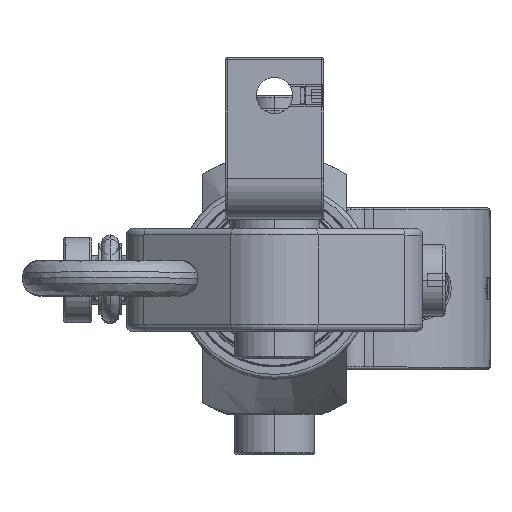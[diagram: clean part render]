
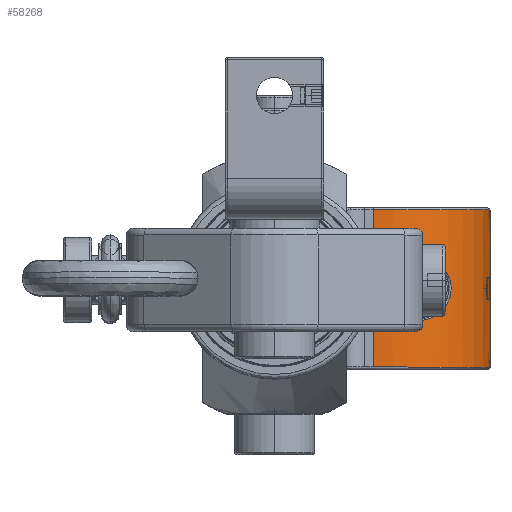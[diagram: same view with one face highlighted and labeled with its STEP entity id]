
A CAD part, top view. The second image highlights one B-rep face of the part: STEP entity #58268.
In plain terms, the highlighted cylindrical face has radius 26 mm (diameter 52 mm), a partial arc.
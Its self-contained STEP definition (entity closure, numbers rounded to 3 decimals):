
#56193=CARTESIAN_POINT('',(2.577,-64.,36.));
#56194=CARTESIAN_POINT('',(2.551,-64.,35.864));
#56195=CARTESIAN_POINT('',(2.476,-63.998,
35.604));
#56196=CARTESIAN_POINT('',(2.304,-63.99,
35.242));
#56197=CARTESIAN_POINT('',(2.073,-63.978,
34.909));
#56198=CARTESIAN_POINT('',(1.783,-63.963,
34.607));
#56199=CARTESIAN_POINT('',(1.421,-63.947,
34.339));
#56200=CARTESIAN_POINT('',(0.998,-63.933,
34.129));
#56201=CARTESIAN_POINT('',(0.534,-63.923,
33.993));
#56202=CARTESIAN_POINT('',(0.057,-63.918,
33.942));
#56203=CARTESIAN_POINT('',(-0.422,-63.921,
33.974));
#56204=CARTESIAN_POINT('',(-0.902,-63.93,
34.093));
#56205=CARTESIAN_POINT('',(-1.346,-63.944,
34.294));
#56206=CARTESIAN_POINT('',(-1.73,-63.961,
34.561));
#56207=CARTESIAN_POINT('',(-2.04,-63.976,
34.868));
#56208=CARTESIAN_POINT('',(-2.287,-63.989,
35.211));
#56209=CARTESIAN_POINT('',(-2.47,-63.998,
35.587));
#56210=CARTESIAN_POINT('',(-2.549,-64.,35.859));
#56211=CARTESIAN_POINT('',(-2.577,-64.,36.));
#56216=DIRECTION('',(1.,0.,0.));
#56217=VECTOR('',#56216,14.923);
#56218=CARTESIAN_POINT('',(2.577,-64.,36.));
#56219=LINE('',#56218,#56217);
#56223=CARTESIAN_POINT('',(17.5,-38.,36.));
#56224=DIRECTION('',(1.,0.,0.));
#56225=DIRECTION('',(0.,-1.,0.));
#56226=AXIS2_PLACEMENT_3D('',#56223,#56224,#56225);
#56231=CARTESIAN_POINT('',(-17.5,-38.,36.));
#56232=DIRECTION('',(-1.,0.,0.));
#56233=DIRECTION('',(0.,0.,-1.));
#56234=AXIS2_PLACEMENT_3D('',#56231,#56232,#56233);
#56239=DIRECTION('',(1.,0.,0.));
#56240=VECTOR('',#56239,14.923);
#56241=CARTESIAN_POINT('',(-17.5,-64.,36.));
#56242=LINE('',#56241,#56240);
#56246=CARTESIAN_POINT('',(7.15,-48.117,
12.049));
#56247=CARTESIAN_POINT('',(7.15,-47.657,
11.855));
#56248=CARTESIAN_POINT('',(7.065,-46.759,
11.506));
#56249=CARTESIAN_POINT('',(6.696,-45.465,
11.083));
#56250=CARTESIAN_POINT('',(6.108,-44.28,
10.761));
#56251=CARTESIAN_POINT('',(5.318,-43.221,
10.523));
#56252=CARTESIAN_POINT('',(4.347,-42.322,
10.357));
#56253=CARTESIAN_POINT('',(3.22,-41.612,
10.25));
#56254=CARTESIAN_POINT('',(1.978,-41.122,
10.187));
#56255=CARTESIAN_POINT('',(0.668,-40.873,
10.159));
#56256=CARTESIAN_POINT('',(-0.668,-40.873,
10.159));
#56257=CARTESIAN_POINT('',(-1.979,-41.123,
10.187));
#56258=CARTESIAN_POINT('',(-3.221,-41.612,
10.25));
#56259=CARTESIAN_POINT('',(-4.348,-42.323,
10.358));
#56260=CARTESIAN_POINT('',(-5.318,-43.222,
10.523));
#56261=CARTESIAN_POINT('',(-6.108,-44.28,
10.761));
#56262=CARTESIAN_POINT('',(-6.696,-45.465,
11.083));
#56263=CARTESIAN_POINT('',(-7.065,-46.758,
11.506));
#56264=CARTESIAN_POINT('',(-7.15,-47.657,
11.855));
#56265=CARTESIAN_POINT('',(-7.15,-48.117,
12.049));
#56270=CARTESIAN_POINT('',(-7.15,-48.117,
12.049));
#56271=CARTESIAN_POINT('',(-7.15,-48.305,
12.129));
#56272=CARTESIAN_POINT('',(-7.135,-48.702,12.301));
#56273=CARTESIAN_POINT('',(-7.056,-49.35,
12.604));
#56274=CARTESIAN_POINT('',(-6.903,-50.053,
12.958));
#56275=CARTESIAN_POINT('',(-6.655,-50.805,
13.366));
#56276=CARTESIAN_POINT('',(-6.289,-51.599,
13.833));
#56277=CARTESIAN_POINT('',(-5.775,-52.423,
14.359));
#56278=CARTESIAN_POINT('',(-5.069,-53.266,
14.944));
#56279=CARTESIAN_POINT('',(-4.09,-54.1,
15.577));
#56280=CARTESIAN_POINT('',(-2.959,-54.741,
16.103));
#56281=CARTESIAN_POINT('',(-1.864,-55.13,
16.44));
#56282=CARTESIAN_POINT('',(-0.787,-55.334,
16.621));
#56283=CARTESIAN_POINT('',(0.274,-55.371,
16.655));
#56284=CARTESIAN_POINT('',(1.34,-55.251,
16.547));
#56285=CARTESIAN_POINT('',(2.43,-54.953,
16.285));
#56286=CARTESIAN_POINT('',(3.532,-54.452,
15.861));
#56287=CARTESIAN_POINT('',(4.649,-53.668,
15.241));
#56288=CARTESIAN_POINT('',(5.516,-52.767,
14.591));
#56289=CARTESIAN_POINT('',(6.126,-51.892,
14.014));
#56290=CARTESIAN_POINT('',(6.562,-51.037,
13.498));
#56291=CARTESIAN_POINT('',(6.856,-50.223,
13.046));
#56292=CARTESIAN_POINT('',(7.039,-49.459,
12.656));
#56293=CARTESIAN_POINT('',(7.133,-48.753,
12.324));
#56294=CARTESIAN_POINT('',(7.15,-48.322,
12.136));
#56295=CARTESIAN_POINT('',(7.15,-48.117,
12.049));
#56635=DIRECTION('',(1.,0.,0.));
#56636=VECTOR('',#56635,35.);
#56637=CARTESIAN_POINT('',(-17.5,-38.,10.));
#56638=LINE('',#56637,#56636);
#56854=CARTESIAN_POINT('',(-17.5,-38.,10.));
#56855=CARTESIAN_POINT('',(-17.5,-64.,36.));
#56856=VERTEX_POINT('',#56854);
#56857=VERTEX_POINT('',#56855);
#56892=CARTESIAN_POINT('',(17.5,-38.,10.));
#56893=VERTEX_POINT('',#56892);
#56896=CARTESIAN_POINT('',(17.5,-64.,36.));
#56897=VERTEX_POINT('',#56896);
#56903=CARTESIAN_POINT('',(-2.577,-64.,36.));
#56905=VERTEX_POINT('',#56903);
#56910=CARTESIAN_POINT('',(2.577,-64.,36.));
#56911=VERTEX_POINT('',#56910);
#56912=VERTEX_POINT('',#56246);
#56913=VERTEX_POINT('',#56265);
#58247=CARTESIAN_POINT('',(-18.,-38.,36.));
#58248=DIRECTION('',(1.,0.,0.));
#58249=DIRECTION('',(0.,0.,-1.));
#58250=AXIS2_PLACEMENT_3D('',#58247,#58248,#58249);
#58251=CYLINDRICAL_SURFACE('',#58250,26.);
#58253=ORIENTED_EDGE('',*,*,#58252,.F.);
#58254=ORIENTED_EDGE('',*,*,#57308,.T.);
#58255=ORIENTED_EDGE('',*,*,#57555,.T.);
#58257=ORIENTED_EDGE('',*,*,#58256,.F.);
#58258=ORIENTED_EDGE('',*,*,#58135,.T.);
#58259=ORIENTED_EDGE('',*,*,#57316,.T.);
#58260=EDGE_LOOP('',(#58253,#58254,#58255,#58257,#58258,#58259));
#58261=FACE_OUTER_BOUND('',#58260,.F.);
#58263=ORIENTED_EDGE('',*,*,#58262,.F.);
#58265=ORIENTED_EDGE('',*,*,#58264,.F.);
#58266=EDGE_LOOP('',(#58263,#58265));
#58267=FACE_BOUND('',#58266,.F.);
#58268=ADVANCED_FACE('',(#58261,#58267),#58251,.T.);
#56212=B_SPLINE_CURVE_WITH_KNOTS('',3,(#56193,#56194,#56195,#56196,#56197,
#56198,#56199,#56200,#56201,#56202,#56203,#56204,#56205,#56206,#56207,#56208,
#56209,#56210,#56211),.UNSPECIFIED.,.F.,.F.,(4,1,1,1,1,1,1,1,1,1,1,1,1,1,1,1,4),
(0.,0.063,0.125,0.188,0.25,0.313,0.375,0.438,0.5,0.563,
0.625,0.688,0.75,0.813,0.875,0.938,1.),.UNSPECIFIED.);
#56227=CIRCLE('',#56226,26.);
#56235=CIRCLE('',#56234,26.);
#56266=B_SPLINE_CURVE_WITH_KNOTS('',3,(#56246,#56247,#56248,#56249,#56250,
#56251,#56252,#56253,#56254,#56255,#56256,#56257,#56258,#56259,#56260,#56261,
#56262,#56263,#56264,#56265),.UNSPECIFIED.,.F.,.F.,(4,1,1,1,1,1,1,1,1,1,1,1,1,1,
1,1,1,4),(0.,0.059,0.118,0.176,
0.235,0.294,0.353,0.412,
0.471,0.529,0.588,0.647,
0.706,0.765,0.824,0.882,
0.941,1.),.UNSPECIFIED.);
#56296=B_SPLINE_CURVE_WITH_KNOTS('',3,(#56270,#56271,#56272,#56273,#56274,
#56275,#56276,#56277,#56278,#56279,#56280,#56281,#56282,#56283,#56284,#56285,
#56286,#56287,#56288,#56289,#56290,#56291,#56292,#56293,#56294,#56295),
.UNSPECIFIED.,.F.,.F.,(4,1,1,1,1,1,1,1,1,1,1,1,1,1,1,1,1,1,1,1,1,1,1,4),(0.,
0.043,0.087,0.13,0.174,
0.217,0.261,0.304,0.348,
0.391,0.435,0.478,0.522,
0.565,0.609,0.652,0.696,
0.739,0.783,0.826,0.87,
0.913,0.957,1.),.UNSPECIFIED.);
#57308=EDGE_CURVE('',#56911,#56897,#56219,.T.);
#57316=EDGE_CURVE('',#56857,#56905,#56242,.T.);
#57555=EDGE_CURVE('',#56897,#56893,#56227,.T.);
#58135=EDGE_CURVE('',#56856,#56857,#56235,.T.);
#58252=EDGE_CURVE('',#56911,#56905,#56212,.T.);
#58256=EDGE_CURVE('',#56856,#56893,#56638,.T.);
#58262=EDGE_CURVE('',#56912,#56913,#56266,.T.);
#58264=EDGE_CURVE('',#56913,#56912,#56296,.T.);
